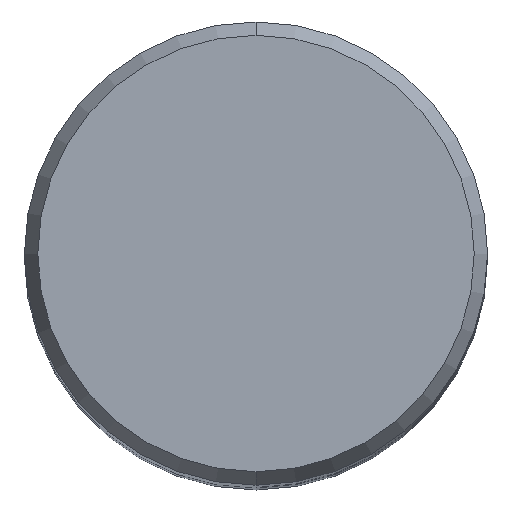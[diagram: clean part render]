
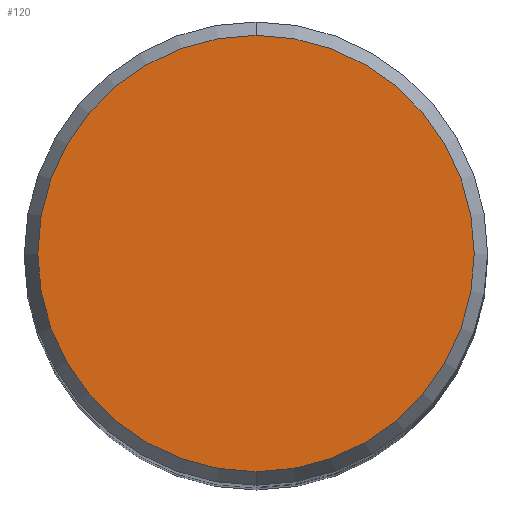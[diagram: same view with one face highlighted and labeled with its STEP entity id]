
A CAD part, top view. The second image highlights one B-rep face of the part: STEP entity #120.
In plain terms, the highlighted planar face has unit normal (0, 0, 1).
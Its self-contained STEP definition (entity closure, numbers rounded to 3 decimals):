
#102=VERTEX_POINT('',#228);
#120=ADVANCED_FACE('',(#246),#247,.T.);
#132=VERTEX_POINT('',#260);
#138=EDGE_CURVE('',#102,#132,#266,.T.);
#176=EDGE_CURVE('',#132,#102,#309,.T.);
#228=CARTESIAN_POINT('',(0.,-7.479,0.01));
#246=FACE_OUTER_BOUND('',#381,.T.);
#247=PLANE('',#382);
#260=CARTESIAN_POINT('',(0.0,7.479,0.01));
#266=CIRCLE('',#410,7.479);
#309=CIRCLE('',#462,7.479);
#381=EDGE_LOOP('',(#524,#525));
#382=AXIS2_PLACEMENT_3D('',#526,#527,#528);
#410=AXIS2_PLACEMENT_3D('',#546,#547,#548);
#462=AXIS2_PLACEMENT_3D('',#607,#608,#609);
#524=ORIENTED_EDGE('',*,*,#176,.F.);
#525=ORIENTED_EDGE('',*,*,#138,.F.);
#526=CARTESIAN_POINT('',(0.0,3.74,0.01));
#527=DIRECTION('',(-0.0,0.0,1.0));
#528=DIRECTION('',(0.0,-1.0,0.0));
#546=CARTESIAN_POINT('',(0.0,0.0,0.01));
#547=DIRECTION('',(0.0,0.0,-1.0));
#548=DIRECTION('',(0.0,1.0,0.0));
#607=CARTESIAN_POINT('',(0.0,0.0,0.01));
#608=DIRECTION('',(0.0,0.0,-1.0));
#609=DIRECTION('',(0.0,1.0,0.0));
